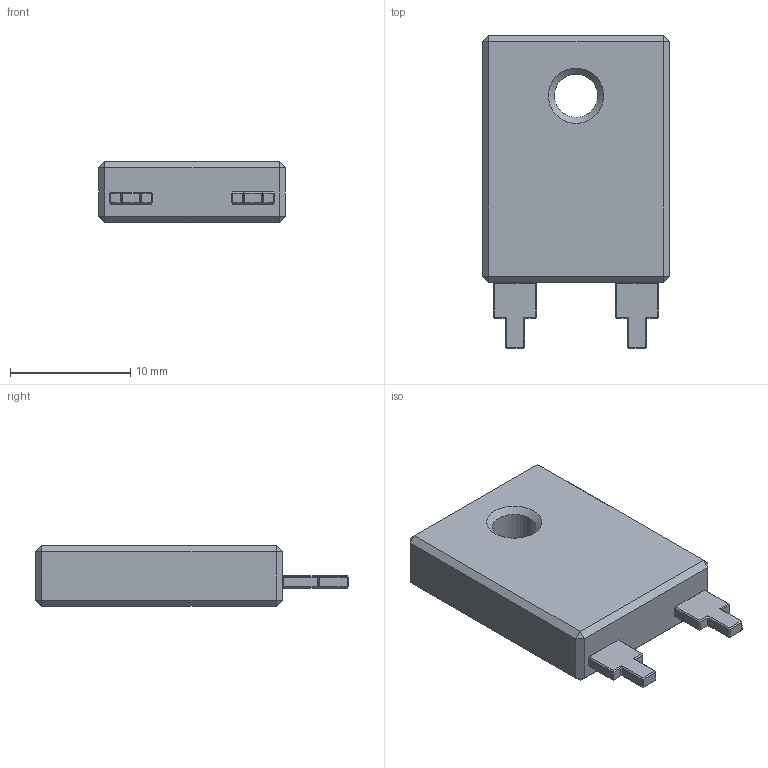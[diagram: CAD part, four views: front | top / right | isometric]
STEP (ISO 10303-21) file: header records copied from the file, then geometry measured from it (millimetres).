
FILE_DESCRIPTION(/* description */ (''),/* implementation_level */ '2;1');
FILE_NAME(/* name */ 'AP101-TO247.stp',/* time_stamp */ '2018-06-19T10:29:28+02:00',/* author */ ('grego'),/* organization */ (''),/* preprocessor_version */ 'ST-DEVELOPER v17',/* originating_system */ 'Autodesk Inventor 2018',/* authorisation */ '');
FILE_SCHEMA (('AUTOMOTIVE_DESIGN { 1 0 10303 214 3 1 1 }'));
Length unit declared in the file: centimetre
Products named in the file (3): Assembly1; Body; Leg
Assembly tree (3 placements, depth 2):
  Assembly1
    Body
    Leg  x2
Bounding box: 15.5 x 26 x 5 mm (x, y, z)
Volume: 1544.1 mm3; surface area: 1067.3 mm2
Topology: 3 solids, 3 shells, 129 faces, 247 edges, 124 vertices
Faces by surface type: plane 126, cone 2, cylinder 1
Full cylindrical faces by diameter (mm): 3.6 x1
Entity records: 1961 total; most frequent: DIRECTION 325, CARTESIAN_POINT 312, ORIENTED_EDGE 302, EDGE_CURVE 151, LINE 147, VECTOR 147, AXIS2_PLACEMENT_3D 89, EDGE_LOOP 81
